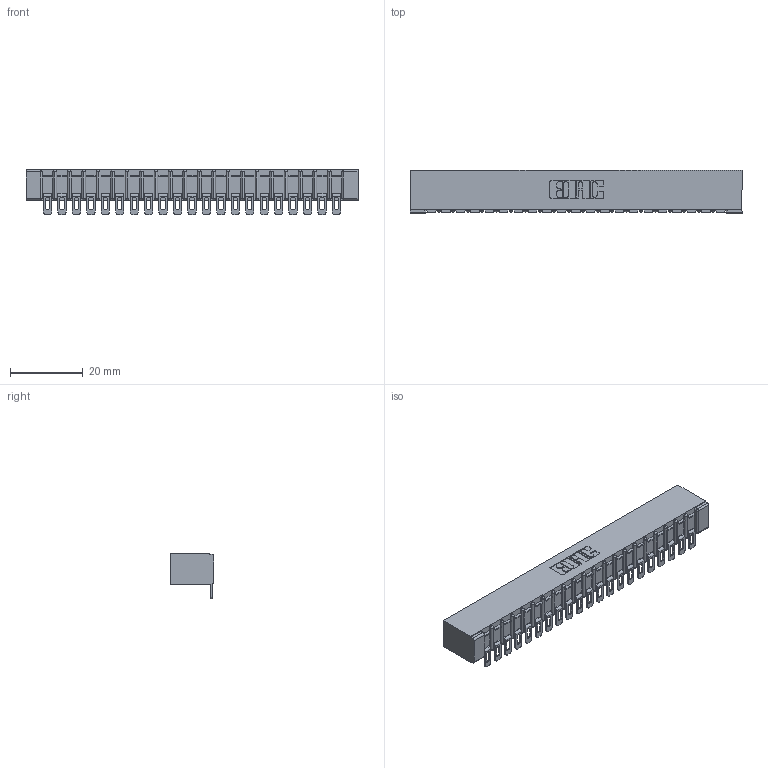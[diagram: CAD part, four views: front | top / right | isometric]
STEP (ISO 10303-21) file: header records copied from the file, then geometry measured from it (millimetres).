
FILE_DESCRIPTION (( 'STEP AP203' ), '1' );
FILE_NAME ('307-021-454-101.STEP', '2020-09-27T05:02:25', ( '' ), ( '' ), 'SwSTEP 2.0', 'SolidWorks 2020', '' );
FILE_SCHEMA (( 'CONFIG_CONTROL_DESIGN' ));
Length unit declared in the file: inch
Products named in the file (3): 307-021-454-101; 307 Part_No Mounting Lugs; 307-290-002_554
Assembly tree (22 placements, depth 2):
  307-021-454-101
    307 Part_No Mounting Lugs
    307-290-002_554  x21
Bounding box: 91.08 x 12.01 x 12.52 mm (x, y, z)
Volume: 6262.6 mm3; surface area: 11928.6 mm2
Topology: 22 solids, 22 shells, 1833 faces, 5612 edges, 3680 vertices
Faces by surface type: plane 1032, cylinder 757, sphere 44
Entity records: 21279 total; most frequent: CARTESIAN_POINT 3586, ORIENTED_EDGE 3576, DIRECTION 3498, EDGE_CURVE 1788, LINE 1354, VECTOR 1354, VERTEX_POINT 1160, AXIS2_PLACEMENT_3D 1072
